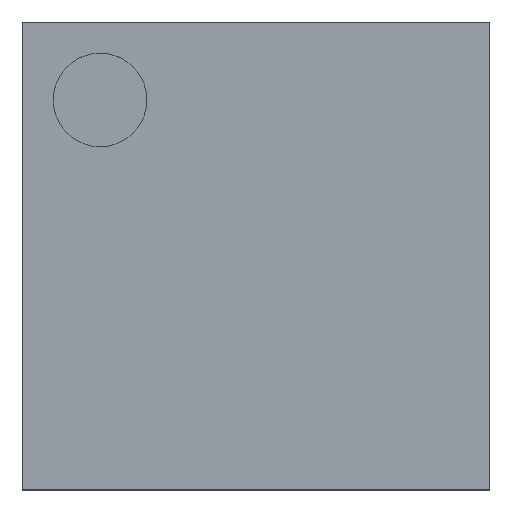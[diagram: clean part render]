
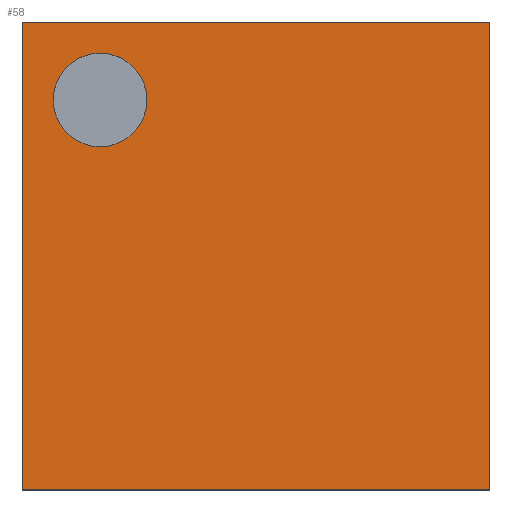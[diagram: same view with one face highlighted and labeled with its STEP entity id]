
A CAD part, top view. The second image highlights one B-rep face of the part: STEP entity #58.
In plain terms, the highlighted planar face has unit normal (0, 0, 1).
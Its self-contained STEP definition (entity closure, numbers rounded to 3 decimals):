
#58=ADVANCED_FACE('',(#212,#214),#216,.T.);
#212=FACE_BOUND('',#213,.T.);
#213=EDGE_LOOP('',(#882,#883,#884,#885));
#214=FACE_BOUND('',#215,.T.);
#215=EDGE_LOOP('',(#886));
#216=PLANE('',#217);
#217=AXIS2_PLACEMENT_3D('',#218,#219,#220);
#218=CARTESIAN_POINT('',(0.,0.,1.));
#219=DIRECTION('',(0.,0.,1.));
#220=DIRECTION('',(1.,0.,0.));
#882=ORIENTED_EDGE('',*,*,#1298,.T.);
#883=ORIENTED_EDGE('',*,*,#1299,.T.);
#884=ORIENTED_EDGE('',*,*,#1300,.T.);
#885=ORIENTED_EDGE('',*,*,#1301,.T.);
#886=ORIENTED_EDGE('',*,*,#1302,.T.);
#1298=EDGE_CURVE('',#1506,#1507,#1508,.T.);
#1299=EDGE_CURVE('',#1507,#1509,#1510,.T.);
#1300=EDGE_CURVE('',#1509,#1511,#1512,.T.);
#1301=EDGE_CURVE('',#1511,#1506,#1513,.T.);
#1302=EDGE_CURVE('',#1514,#1514,#1515,.F.);
#1506=VERTEX_POINT('',#1854);
#1507=VERTEX_POINT('',#1855);
#1508=LINE('',#1856,#1857);
#1509=VERTEX_POINT('',#1859);
#1510=LINE('',#1860,#1861);
#1511=VERTEX_POINT('',#1863);
#1512=LINE('',#1864,#1865);
#1513=LINE('',#1867,#1868);
#1514=VERTEX_POINT('',#1870);
#1515=CIRCLE('',#1871,0.3);
#1854=CARTESIAN_POINT('',(1.5,1.5,1.));
#1855=CARTESIAN_POINT('',(-1.5,1.5,1.));
#1856=CARTESIAN_POINT('',(1.5,1.5,1.));
#1857=VECTOR('',#1858,1.);
#1858=DIRECTION('',(-1.,0.,0.));
#1859=CARTESIAN_POINT('',(-1.5,-1.5,1.));
#1860=CARTESIAN_POINT('',(-1.5,1.5,1.));
#1861=VECTOR('',#1862,1.);
#1862=DIRECTION('',(0.,-1.,0.));
#1863=CARTESIAN_POINT('',(1.5,-1.5,1.));
#1864=CARTESIAN_POINT('',(-1.5,-1.5,1.));
#1865=VECTOR('',#1866,1.);
#1866=DIRECTION('',(1.,0.,0.));
#1867=CARTESIAN_POINT('',(1.5,-1.5,1.));
#1868=VECTOR('',#1869,1.);
#1869=DIRECTION('',(0.,1.,0.));
#1870=CARTESIAN_POINT('',(-0.7,1.,1.));
#1871=AXIS2_PLACEMENT_3D('',#1872,#1873,#1874);
#1872=CARTESIAN_POINT('',(-1.,1.,1.));
#1873=DIRECTION('',(0.,0.,1.));
#1874=DIRECTION('',(1.,0.,0.));
